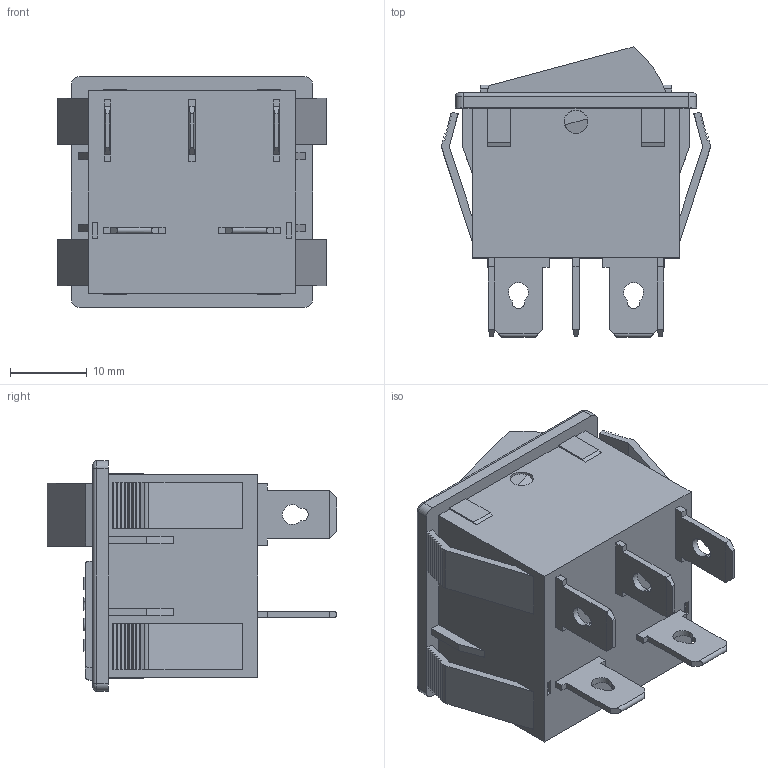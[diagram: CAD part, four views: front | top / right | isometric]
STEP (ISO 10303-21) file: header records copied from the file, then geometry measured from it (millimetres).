
FILE_DESCRIPTION (( 'STEP AP203' ), '1' );
FILE_NAME ('TLA15L1.STEP', '2020-03-13T08:55:11', ( '' ), ( '' ), 'SwSTEP 2.0', 'SolidWorks 2018', '' );
FILE_SCHEMA (( 'CONFIG_CONTROL_DESIGN' ));
Length unit declared in the file: millimetre
Products named in the file (7): 1端子 (Tシリーズ); 僸儏乕僘僋儕僢僾 (T僔儕乕僘); 壓慻 扨嬌 3抂巕 (T僔儕乕僘); ロッカー単極ボタン ランプ付き (Tシリーズ); ロッカー単-2極ヒューズカバー (Tシリーズ); TLA15L1; 儘僢僇乕扨嬌働乕僗 (T僔儕乕僘)
Assembly tree (9 placements, depth 3):
  TLA15L1
    壓慻 扨嬌 3抂巕 (T僔儕乕僘)
      儘僢僇乕扨嬌働乕僗 (T僔儕乕僘)
      1端子 (Tシリーズ)  x3
      僸儏乕僘僋儕僢僾 (T僔儕乕僘)  x2
      ロッカー単-2極ヒューズカバー (Tシリーズ)
    ロッカー単極ボタン ランプ付き (Tシリーズ)
Bounding box: 35 x 37.76 x 30 mm (x, y, z)
Volume: 17259.7 mm3; surface area: 8225.2 mm2
Topology: 8 solids, 8 shells, 410 faces, 1099 edges, 723 vertices
Faces by surface type: plane 337, cylinder 39, bspline 30, torus 4
Full cylindrical faces by diameter (mm): 3 x1, 3.05 x2
Entity records: 12819 total; most frequent: CARTESIAN_POINT 3147, ORIENTED_EDGE 1924, DIRECTION 1648, EDGE_CURVE 962, VECTOR 830, LINE 830, VERTEX_POINT 636, AXIS2_PLACEMENT_3D 409
